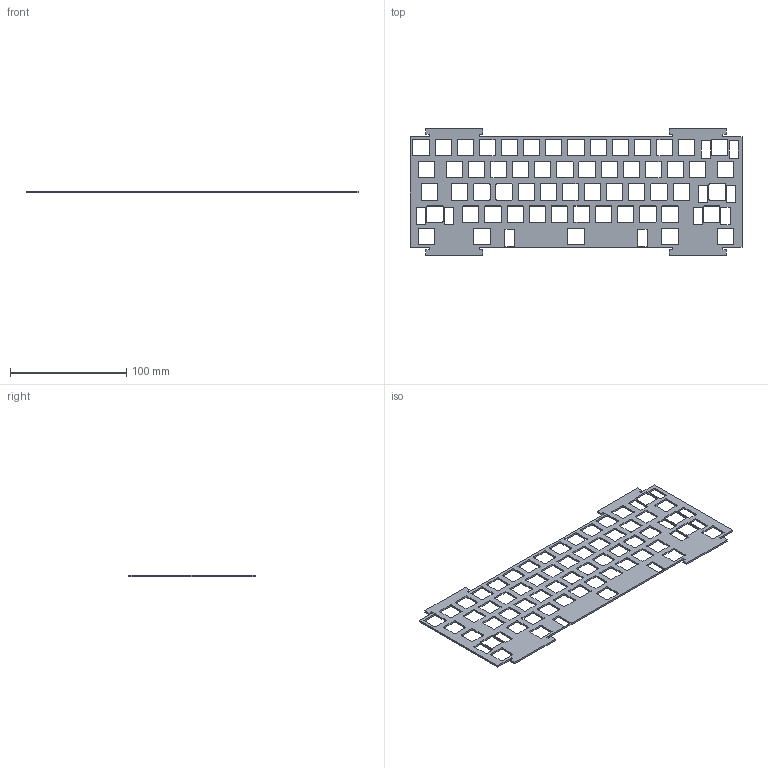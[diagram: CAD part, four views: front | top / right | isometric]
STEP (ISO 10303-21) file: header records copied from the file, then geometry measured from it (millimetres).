
FILE_DESCRIPTION(/* description */ (''),/* implementation_level */ '2;1');
FILE_NAME(/* name */ 'plate.step',/* time_stamp */ '2025-08-28T19:47:58-07:00',/* author */ (''),/* organization */ (''),/* preprocessor_version */ 'ST-DEVELOPER v20.1',/* originating_system */ 'Autodesk Translation Framework v14.10.0.0',/* authorisation */ '');
FILE_SCHEMA (('AUTOMOTIVE_DESIGN { 1 0 10303 214 3 1 1 }'));
Length unit declared in the file: millimetre
Products named in the file (1): (Unsaved)
Bounding box: 285.75 x 109.25 x 1.5 mm (x, y, z)
Volume: 23991.8 mm3; surface area: 38775.4 mm2
Topology: 1 solids, 1 shells, 542 faces, 1620 edges, 1080 vertices
Faces by surface type: plane 310, cylinder 232
Entity records: 18620 total; most frequent: CARTESIAN_POINT 3243, ORIENTED_EDGE 3240, DIRECTION 3170, EDGE_CURVE 1620, LINE 1156, VECTOR 1156, VERTEX_POINT 1080, AXIS2_PLACEMENT_3D 1007
